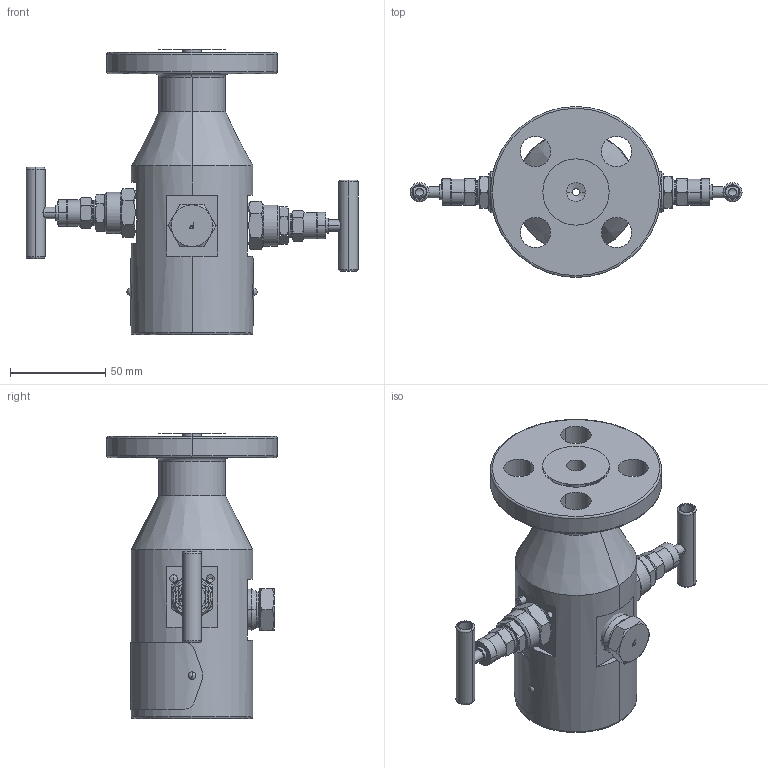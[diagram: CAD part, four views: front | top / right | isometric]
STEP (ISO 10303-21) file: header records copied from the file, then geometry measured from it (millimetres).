
FILE_DESCRIPTION((''),'2;1');
FILE_NAME('PRT0001','2022-02-15T',('BrunoR'),(''),'CREO PARAMETRIC BY PTC INC, 2015080','CREO PARAMETRIC BY PTC INC, 2015080','');
FILE_SCHEMA(('CONFIG_CONTROL_DESIGN'));
Length unit declared in the file: millimetre
Products named in the file (1): PRT0001
Bounding box: 174.68 x 90 x 150 mm (x, y, z)
Surface area: 60043.5 mm2 (no closed solid volume)
Topology: 0 solids, 40 shells, 236 faces, 963 edges, 749 vertices
Faces by surface type: plane 77, cone 72, cylinder 57, torus 22, sphere 8
Entity records: 11081 total; most frequent: CARTESIAN_POINT 3402, DIRECTION 1534, ORIENTED_EDGE 1369, EDGE_CURVE 951, VERTEX_POINT 749, AXIS2_PLACEMENT_3D 523, VECTOR 488, LINE 488
